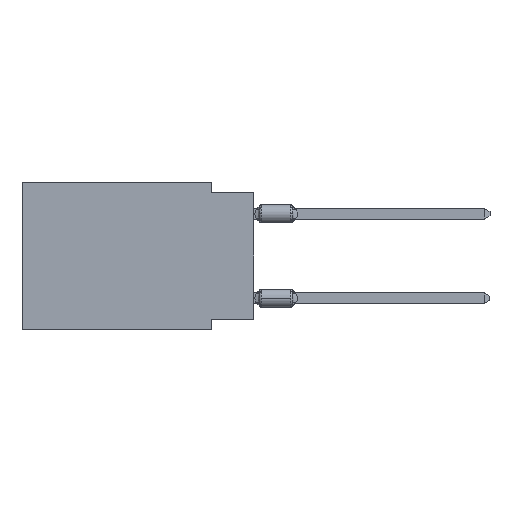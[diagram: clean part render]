
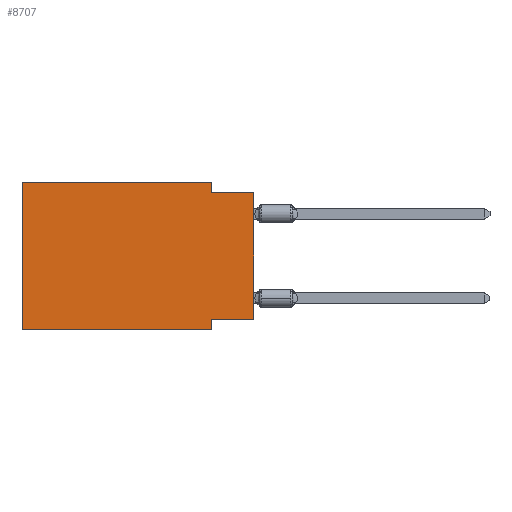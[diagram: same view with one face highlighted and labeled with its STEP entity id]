
A CAD part, left-side view. The second image highlights one B-rep face of the part: STEP entity #8707.
In plain terms, the highlighted planar face has unit normal (-1, 0, 0).
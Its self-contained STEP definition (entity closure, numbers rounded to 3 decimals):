
#68 = EDGE_CURVE ( 'NONE', #13432, #22231, #5305, .T. ) ;
#255 = VECTOR ( 'NONE', #17681, 1000. ) ;
#288 = VECTOR ( 'NONE', #5048, 1000. ) ;
#1154 = VERTEX_POINT ( 'NONE', #18291 ) ;
#1354 = LINE ( 'NONE', #16876, #1764 ) ;
#1592 = ORIENTED_EDGE ( 'NONE', *, *, #12260, .T. ) ;
#1764 = VECTOR ( 'NONE', #8466, 1000. ) ;
#2006 = CARTESIAN_POINT ( 'NONE',  ( 0., 0., -8.255 ) ) ;
#2644 = DIRECTION ( 'NONE',  ( 0., 1., 0. ) ) ;
#3095 = EDGE_CURVE ( 'NONE', #22231, #6658, #17661, .T. ) ;
#3887 = CARTESIAN_POINT ( 'NONE',  ( 0., 2.54, -8.255 ) ) ;
#5048 = DIRECTION ( 'NONE',  ( 0., 0., -1. ) ) ;
#5284 = DIRECTION ( 'NONE',  ( 0., 0., -1. ) ) ;
#5305 = LINE ( 'NONE', #12440, #255 ) ;
#5763 = VERTEX_POINT ( 'NONE', #9264 ) ;
#6255 = CARTESIAN_POINT ( 'NONE',  ( 0., 0., 0. ) ) ;
#6500 = ORIENTED_EDGE ( 'NONE', *, *, #3095, .F. ) ;
#6658 = VERTEX_POINT ( 'NONE', #20372 ) ;
#7662 = LINE ( 'NONE', #6255, #16981 ) ;
#7780 = VERTEX_POINT ( 'NONE', #12834 ) ;
#8466 = DIRECTION ( 'NONE',  ( 0., -1., 0. ) ) ;
#8554 = LINE ( 'NONE', #15678, #288 ) ;
#8707 = ADVANCED_FACE ( 'NONE', ( #10097 ), #20721, .F. ) ;
#9264 = CARTESIAN_POINT ( 'NONE',  ( 0., 13.97, -8.89 ) ) ;
#9311 = CARTESIAN_POINT ( 'NONE',  ( 0., 13.97, 0. ) ) ;
#10097 = FACE_OUTER_BOUND ( 'NONE', #13613, .T. ) ;
#10481 = LINE ( 'NONE', #12466, #14150 ) ;
#10598 = DIRECTION ( 'NONE',  ( 0., 0., 1. ) ) ;
#11139 = EDGE_CURVE ( 'NONE', #6658, #1154, #12574, .T. ) ;
#11166 = EDGE_CURVE ( 'NONE', #5763, #13432, #10481, .T. ) ;
#11167 = VECTOR ( 'NONE', #21446, 1000. ) ;
#11518 = LINE ( 'NONE', #18633, #13652 ) ;
#12083 = DIRECTION ( 'NONE',  ( 1., 0., 0. ) ) ;
#12260 = EDGE_CURVE ( 'NONE', #22162, #1154, #7662, .T. ) ;
#12358 = EDGE_CURVE ( 'NONE', #22162, #21792, #11518, .T. ) ;
#12414 = CARTESIAN_POINT ( 'NONE',  ( 0., 2.54, 0. ) ) ;
#12440 = CARTESIAN_POINT ( 'NONE',  ( 0., 13.97, 0. ) ) ;
#12466 = CARTESIAN_POINT ( 'NONE',  ( 0., 13.97, 0. ) ) ;
#12574 = LINE ( 'NONE', #13981, #11167 ) ;
#12834 = CARTESIAN_POINT ( 'NONE',  ( 0., 2.54, -8.89 ) ) ;
#12933 = ORIENTED_EDGE ( 'NONE', *, *, #11166, .F. ) ;
#13432 = VERTEX_POINT ( 'NONE', #9311 ) ;
#13613 = EDGE_LOOP ( 'NONE', ( #1592, #18260, #6500, #20291, #12933, #13802, #19944, #22737 ) ) ;
#13652 = VECTOR ( 'NONE', #2644, 1000. ) ;
#13802 = ORIENTED_EDGE ( 'NONE', *, *, #17877, .T. ) ;
#13981 = CARTESIAN_POINT ( 'NONE',  ( 0., 0., -0.635 ) ) ;
#14150 = VECTOR ( 'NONE', #10598, 1000. ) ;
#14940 = CARTESIAN_POINT ( 'NONE',  ( 0., 2.54, 0. ) ) ;
#15254 = DIRECTION ( 'NONE',  ( 0., 0., 1. ) ) ;
#15582 = CARTESIAN_POINT ( 'NONE',  ( 0., 13.97, 0. ) ) ;
#15678 = CARTESIAN_POINT ( 'NONE',  ( 0., 2.54, -8.89 ) ) ;
#16653 = AXIS2_PLACEMENT_3D ( 'NONE', #15582, #12083, #22710 ) ;
#16876 = CARTESIAN_POINT ( 'NONE',  ( 0., 13.97, -8.89 ) ) ;
#16981 = VECTOR ( 'NONE', #15254, 1000. ) ;
#17661 = LINE ( 'NONE', #12414, #22232 ) ;
#17681 = DIRECTION ( 'NONE',  ( 0., -1., 0. ) ) ;
#17877 = EDGE_CURVE ( 'NONE', #5763, #7780, #1354, .T. ) ;
#18260 = ORIENTED_EDGE ( 'NONE', *, *, #11139, .F. ) ;
#18291 = CARTESIAN_POINT ( 'NONE',  ( 0., 0., -0.635 ) ) ;
#18409 = EDGE_CURVE ( 'NONE', #21792, #7780, #8554, .T. ) ;
#18633 = CARTESIAN_POINT ( 'NONE',  ( 0., 0., -8.255 ) ) ;
#19944 = ORIENTED_EDGE ( 'NONE', *, *, #18409, .F. ) ;
#20291 = ORIENTED_EDGE ( 'NONE', *, *, #68, .F. ) ;
#20372 = CARTESIAN_POINT ( 'NONE',  ( 0., 2.54, -0.635 ) ) ;
#20721 = PLANE ( 'NONE',  #16653 ) ;
#21446 = DIRECTION ( 'NONE',  ( 0., -1., 0. ) ) ;
#21792 = VERTEX_POINT ( 'NONE', #3887 ) ;
#22162 = VERTEX_POINT ( 'NONE', #2006 ) ;
#22231 = VERTEX_POINT ( 'NONE', #14940 ) ;
#22232 = VECTOR ( 'NONE', #5284, 1000. ) ;
#22710 = DIRECTION ( 'NONE',  ( 0., 0., -1. ) ) ;
#22737 = ORIENTED_EDGE ( 'NONE', *, *, #12358, .F. ) ;
